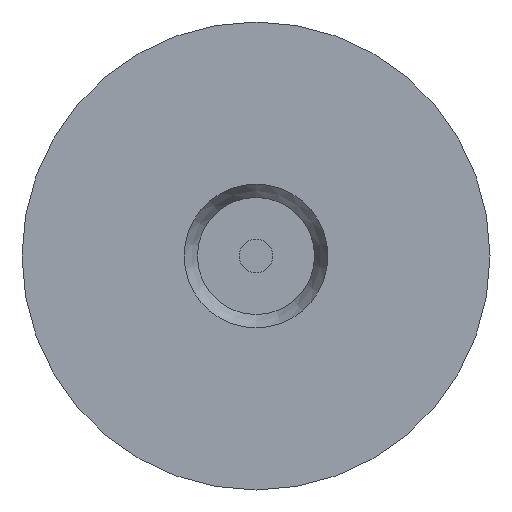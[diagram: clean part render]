
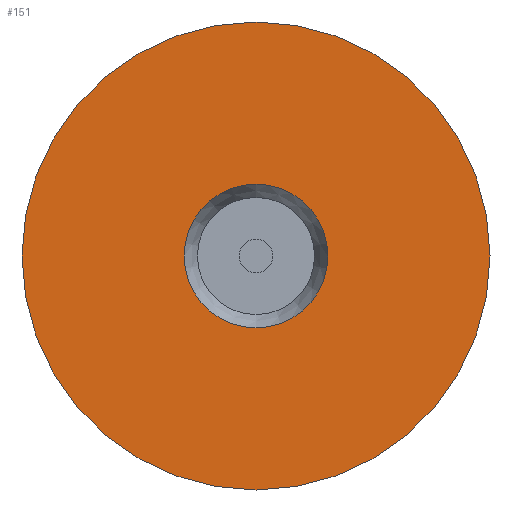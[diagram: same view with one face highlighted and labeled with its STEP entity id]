
A CAD part, left-side view. The second image highlights one B-rep face of the part: STEP entity #151.
In plain terms, the highlighted planar face has unit normal (-1, 0, 0).
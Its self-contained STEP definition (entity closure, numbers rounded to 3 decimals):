
#132 = VERTEX_POINT('',#133);
#133 = CARTESIAN_POINT('',(-3.3,0.,7.));
#139 = EDGE_CURVE('',#132,#132,#140,.T.);
#140 = CIRCLE('',#141,7.);
#141 = AXIS2_PLACEMENT_3D('',#142,#143,#144);
#142 = CARTESIAN_POINT('',(-3.3,0.,0.));
#143 = DIRECTION('',(1.,0.,-0.));
#144 = DIRECTION('',(0.,0.,1.));
#151 = ADVANCED_FACE('',(#152,#155),#166,.F.);
#152 = FACE_BOUND('',#153,.F.);
#153 = EDGE_LOOP('',(#154));
#154 = ORIENTED_EDGE('',*,*,#139,.T.);
#155 = FACE_BOUND('',#156,.F.);
#156 = EDGE_LOOP('',(#157));
#157 = ORIENTED_EDGE('',*,*,#158,.F.);
#158 = EDGE_CURVE('',#159,#159,#161,.T.);
#159 = VERTEX_POINT('',#160);
#160 = CARTESIAN_POINT('',(-3.3,0.,2.15));
#161 = CIRCLE('',#162,2.15);
#162 = AXIS2_PLACEMENT_3D('',#163,#164,#165);
#163 = CARTESIAN_POINT('',(-3.3,0.,0.));
#164 = DIRECTION('',(1.,0.,-0.));
#165 = DIRECTION('',(0.,0.,1.));
#166 = PLANE('',#167);
#167 = AXIS2_PLACEMENT_3D('',#168,#169,#170);
#168 = CARTESIAN_POINT('',(-3.3,0.,0.));
#169 = DIRECTION('',(1.,0.,0.));
#170 = DIRECTION('',(0.,0.,1.));
